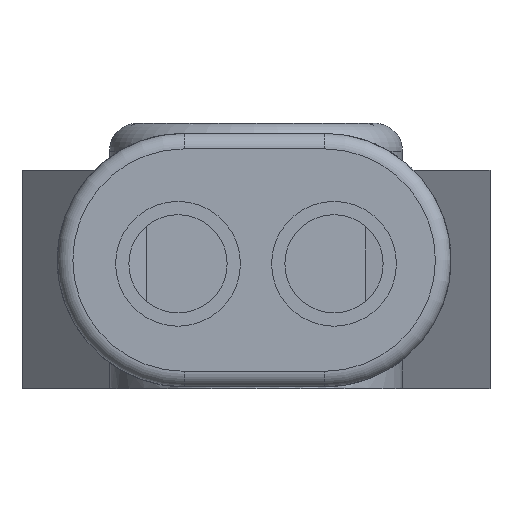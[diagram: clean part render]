
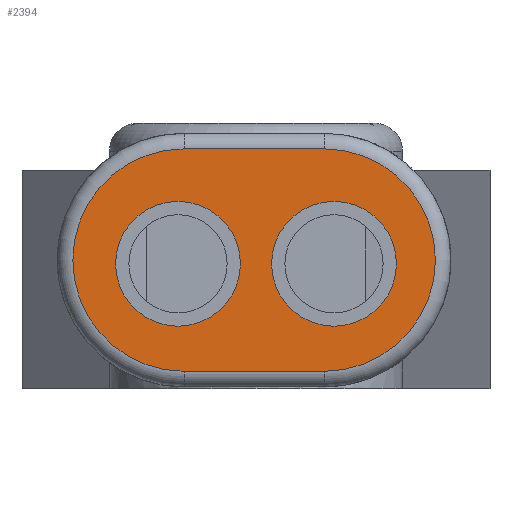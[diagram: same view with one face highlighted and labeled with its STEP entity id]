
A CAD part, front view. The second image highlights one B-rep face of the part: STEP entity #2394.
In plain terms, the highlighted planar face has unit normal (0, -1, 0).
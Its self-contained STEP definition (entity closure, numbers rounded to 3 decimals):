
#1743=CARTESIAN_POINT('',(-4.612,-61.,1.109));
#1744=VERTEX_POINT('',#1743);
#1752=CARTESIAN_POINT('',(-4.612,-61.,15.367));
#1753=VERTEX_POINT('',#1752);
#1754=CARTESIAN_POINT('',(-4.612,-61.,8.238));
#1755=DIRECTION('',(0.0,-1.0,0.0));
#1756=DIRECTION('',(1.0,0.0,0.0));
#1757=AXIS2_PLACEMENT_3D('',#1754,#1755,#1756);
#1758=CIRCLE('',#1757,7.129);
#1759=EDGE_CURVE('',#1753,#1744,#1758,.T.);
#2031=CARTESIAN_POINT('',(4.369,-61.,1.109));
#2032=VERTEX_POINT('',#2031);
#2040=CARTESIAN_POINT('',(-4.612,-61.,1.109));
#2041=DIRECTION('',(1.0,0.0,0.0));
#2042=VECTOR('',#2041,8.981);
#2043=LINE('',#2040,#2042);
#2044=EDGE_CURVE('',#1744,#2032,#2043,.T.);
#2101=CARTESIAN_POINT('',(4.369,-61.,15.367));
#2102=VERTEX_POINT('',#2101);
#2110=CARTESIAN_POINT('',(4.369,-61.,8.238));
#2111=DIRECTION('',(0.0,-1.0,0.0));
#2112=DIRECTION('',(1.0,0.0,0.0));
#2113=AXIS2_PLACEMENT_3D('',#2110,#2111,#2112);
#2114=CIRCLE('',#2113,7.129);
#2115=EDGE_CURVE('',#2032,#2102,#2114,.T.);
#2356=CARTESIAN_POINT('',(-4.612,-61.,15.367));
#2357=DIRECTION('',(0.0,1.0,0.0));
#2358=DIRECTION('',(0.0,0.0,1.0));
#2359=AXIS2_PLACEMENT_3D('',#2356,#2357,#2358);
#2360=PLANE('',#2359);
#2361=ORIENTED_EDGE('',*,*,#1759,.T.);
#2362=ORIENTED_EDGE('',*,*,#2044,.T.);
#2363=ORIENTED_EDGE('',*,*,#2115,.T.);
#2364=CARTESIAN_POINT('',(-4.612,-61.,15.367));
#2365=DIRECTION('',(1.0,0.0,0.0));
#2366=VECTOR('',#2365,8.981);
#2367=LINE('',#2364,#2366);
#2368=EDGE_CURVE('',#1753,#2102,#2367,.T.);
#2369=ORIENTED_EDGE('',*,*,#2368,.F.);
#2370=EDGE_LOOP('',(#2361,#2362,#2363,#2369));
#2371=FACE_OUTER_BOUND('',#2370,.T.);
#2372=CARTESIAN_POINT('',(-1.0,-61.,8.0));
#2373=VERTEX_POINT('',#2372);
#2374=CARTESIAN_POINT('',(-5.0,-61.,8.0));
#2375=DIRECTION('',(0.0,-1.0,0.0));
#2376=DIRECTION('',(1.0,0.0,0.0));
#2377=AXIS2_PLACEMENT_3D('',#2374,#2375,#2376);
#2378=CIRCLE('',#2377,4.0);
#2379=EDGE_CURVE('',#2373,#2373,#2378,.T.);
#2380=ORIENTED_EDGE('',*,*,#2379,.F.);
#2381=EDGE_LOOP('',(#2380));
#2382=FACE_BOUND('',#2381,.T.);
#2383=CARTESIAN_POINT('',(9.0,-61.,8.0));
#2384=VERTEX_POINT('',#2383);
#2385=CARTESIAN_POINT('',(5.0,-61.,8.0));
#2386=DIRECTION('',(0.0,-1.0,0.0));
#2387=DIRECTION('',(1.0,0.0,0.0));
#2388=AXIS2_PLACEMENT_3D('',#2385,#2386,#2387);
#2389=CIRCLE('',#2388,4.0);
#2390=EDGE_CURVE('',#2384,#2384,#2389,.T.);
#2391=ORIENTED_EDGE('',*,*,#2390,.F.);
#2392=EDGE_LOOP('',(#2391));
#2393=FACE_BOUND('',#2392,.T.);
#2394=ADVANCED_FACE('',(#2371,#2382,#2393),#2360,.F.);
